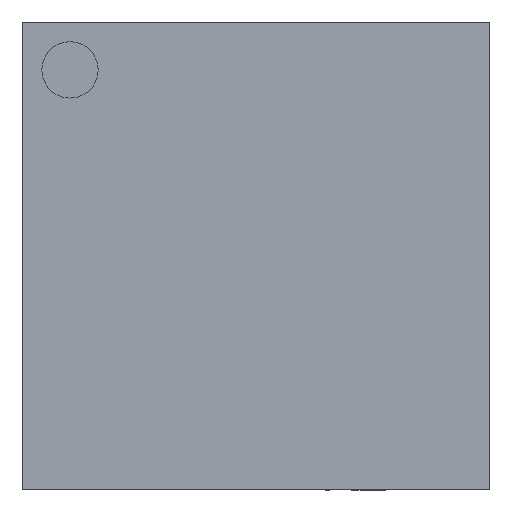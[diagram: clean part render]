
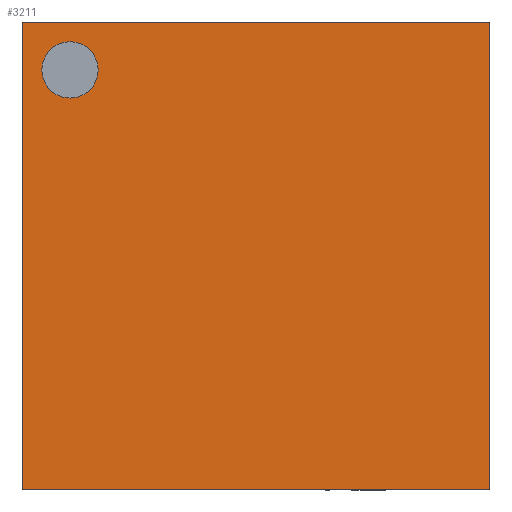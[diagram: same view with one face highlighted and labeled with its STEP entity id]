
A CAD part, top view. The second image highlights one B-rep face of the part: STEP entity #3211.
In plain terms, the highlighted planar face has unit normal (0, 0, 1).
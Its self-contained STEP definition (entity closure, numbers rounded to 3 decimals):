
#168=CARTESIAN_POINT('',(-1.4,1.65,1.0));
#169=VERTEX_POINT('',#168);
#178=CARTESIAN_POINT('',(-1.9,1.65,1.0));
#179=VERTEX_POINT('',#178);
#180=CARTESIAN_POINT('',(-1.65,1.65,1.0));
#181=DIRECTION('',(0.0,0.0,-1.0));
#182=DIRECTION('',(1.0,0.0,0.0));
#183=AXIS2_PLACEMENT_3D('',#180,#181,#182);
#184=CIRCLE('',#183,0.25);
#185=EDGE_CURVE('',#179,#169,#184,.T.);
#219=CARTESIAN_POINT('',(-1.65,1.65,1.0));
#220=DIRECTION('',(0.0,0.0,-1.0));
#221=DIRECTION('',(1.0,0.0,0.0));
#222=AXIS2_PLACEMENT_3D('',#219,#220,#221);
#223=CIRCLE('',#222,0.25);
#224=EDGE_CURVE('',#169,#179,#223,.T.);
#2921=CARTESIAN_POINT('',(2.075,2.075,1.0));
#2922=VERTEX_POINT('',#2921);
#2929=CARTESIAN_POINT('',(2.075,-2.075,1.0));
#2930=VERTEX_POINT('',#2929);
#2931=CARTESIAN_POINT('',(2.075,-2.075,1.0));
#2932=DIRECTION('',(0.0,1.0,0.0));
#2933=VECTOR('',#2932,4.15);
#2934=LINE('',#2931,#2933);
#2935=EDGE_CURVE('',#2930,#2922,#2934,.T.);
#3165=CARTESIAN_POINT('',(-2.075,2.075,1.0));
#3166=VERTEX_POINT('',#3165);
#3173=CARTESIAN_POINT('',(2.075,2.075,1.0));
#3174=DIRECTION('',(-1.0,0.0,0.0));
#3175=VECTOR('',#3174,4.15);
#3176=LINE('',#3173,#3175);
#3177=EDGE_CURVE('',#2922,#3166,#3176,.T.);
#3184=CARTESIAN_POINT('',(0.0,0.,1.0));
#3185=DIRECTION('',(0.0,0.0,1.0));
#3186=DIRECTION('',(0.0,-1.0,0.0));
#3187=AXIS2_PLACEMENT_3D('',#3184,#3185,#3186);
#3188=PLANE('',#3187);
#3189=CARTESIAN_POINT('',(-2.075,-2.075,1.0));
#3190=VERTEX_POINT('',#3189);
#3191=CARTESIAN_POINT('',(-2.075,-2.075,1.0));
#3192=DIRECTION('',(1.0,0.0,0.0));
#3193=VECTOR('',#3192,4.15);
#3194=LINE('',#3191,#3193);
#3195=EDGE_CURVE('',#3190,#2930,#3194,.T.);
#3196=ORIENTED_EDGE('',*,*,#3195,.T.);
#3197=ORIENTED_EDGE('',*,*,#2935,.T.);
#3198=ORIENTED_EDGE('',*,*,#3177,.T.);
#3199=CARTESIAN_POINT('',(-2.075,2.075,1.0));
#3200=DIRECTION('',(0.0,-1.0,0.0));
#3201=VECTOR('',#3200,4.15);
#3202=LINE('',#3199,#3201);
#3203=EDGE_CURVE('',#3166,#3190,#3202,.T.);
#3204=ORIENTED_EDGE('',*,*,#3203,.T.);
#3205=EDGE_LOOP('',(#3196,#3197,#3198,#3204));
#3206=FACE_OUTER_BOUND('',#3205,.T.);
#3207=ORIENTED_EDGE('',*,*,#224,.T.);
#3208=ORIENTED_EDGE('',*,*,#185,.T.);
#3209=EDGE_LOOP('',(#3207,#3208));
#3210=FACE_BOUND('',#3209,.T.);
#3211=ADVANCED_FACE('',(#3206,#3210),#3188,.T.);
